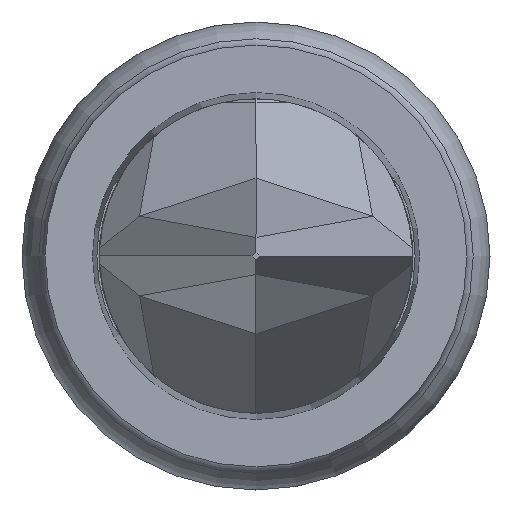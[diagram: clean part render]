
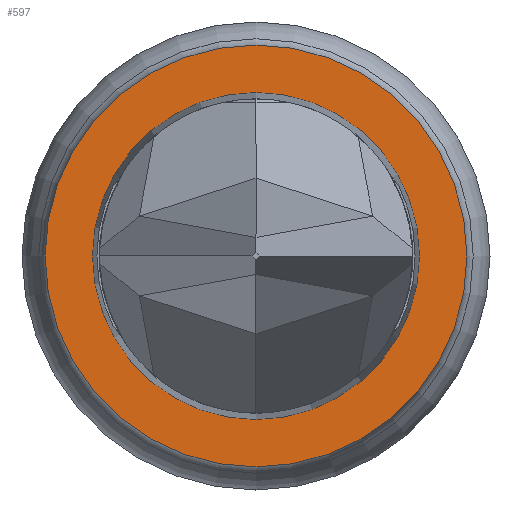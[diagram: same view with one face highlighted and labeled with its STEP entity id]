
A CAD part, left-side view. The second image highlights one B-rep face of the part: STEP entity #597.
In plain terms, the highlighted planar face has unit normal (-1, 0, 0).
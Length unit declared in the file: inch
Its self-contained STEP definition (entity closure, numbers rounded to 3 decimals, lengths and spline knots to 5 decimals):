
#46 = EDGE_CURVE ( 'NONE', #1009, #1009, #1465, .T. ) ;
#138 = CIRCLE ( 'NONE', #576, 0.02425 ) ;
#172 = ORIENTED_EDGE ( 'NONE', *, *, #1138, .F. ) ;
#256 = PLANE ( 'NONE',  #942 ) ;
#385 = DIRECTION ( 'NONE',  ( 0., 0., -1. ) ) ;
#406 = AXIS2_PLACEMENT_3D ( 'NONE', #1339, #1112, #1462 ) ;
#508 = FACE_OUTER_BOUND ( 'NONE', #866, .T. ) ;
#576 = AXIS2_PLACEMENT_3D ( 'NONE', #1415, #1426, #767 ) ;
#597 = ADVANCED_FACE ( 'NONE', ( #1416, #508 ), #256, .F. ) ;
#599 = VERTEX_POINT ( 'NONE', #1510 ) ;
#620 = DIRECTION ( 'NONE',  ( 1., 0., 0. ) ) ;
#651 = EDGE_LOOP ( 'NONE', ( #745 ) ) ;
#745 = ORIENTED_EDGE ( 'NONE', *, *, #46, .T. ) ;
#767 = DIRECTION ( 'NONE',  ( 0., 0., -1. ) ) ;
#866 = EDGE_LOOP ( 'NONE', ( #172 ) ) ;
#942 = AXIS2_PLACEMENT_3D ( 'NONE', #1530, #620, #385 ) ;
#981 = CARTESIAN_POINT ( 'NONE',  ( 0., 0., -0.01879 ) ) ;
#1009 = VERTEX_POINT ( 'NONE', #981 ) ;
#1112 = DIRECTION ( 'NONE',  ( 1., 0., 0. ) ) ;
#1138 = EDGE_CURVE ( 'NONE', #599, #599, #138, .T. ) ;
#1339 = CARTESIAN_POINT ( 'NONE',  ( 0., 0., 0. ) ) ;
#1415 = CARTESIAN_POINT ( 'NONE',  ( 0., 0., 0. ) ) ;
#1416 = FACE_BOUND ( 'NONE', #651, .T. ) ;
#1426 = DIRECTION ( 'NONE',  ( 1., 0., 0. ) ) ;
#1462 = DIRECTION ( 'NONE',  ( 0., 0., -1. ) ) ;
#1465 = CIRCLE ( 'NONE', #406, 0.01879 ) ;
#1510 = CARTESIAN_POINT ( 'NONE',  ( 0., 0., -0.02425 ) ) ;
#1530 = CARTESIAN_POINT ( 'NONE',  ( 0., 0.02725, 0. ) ) ;
